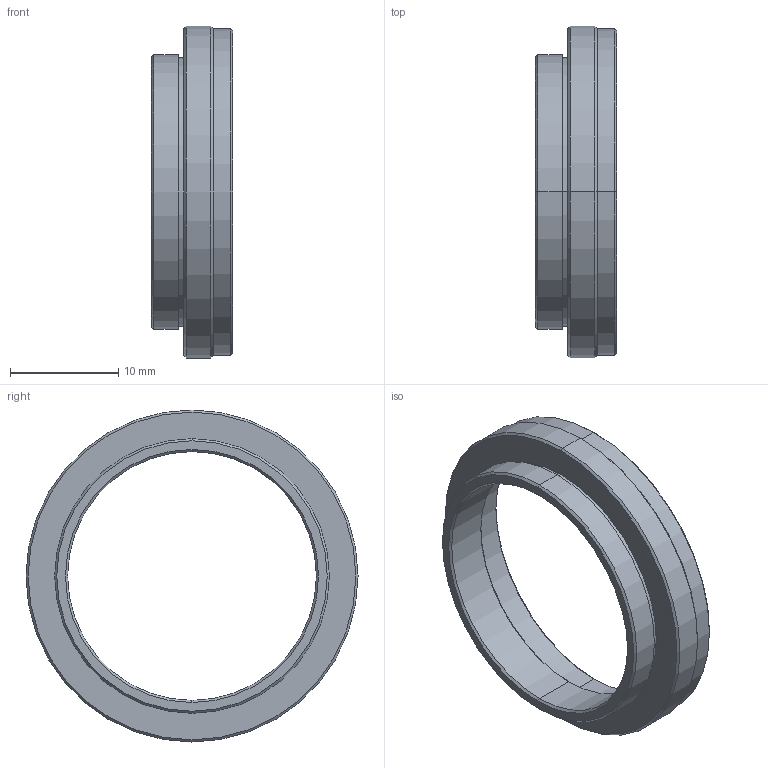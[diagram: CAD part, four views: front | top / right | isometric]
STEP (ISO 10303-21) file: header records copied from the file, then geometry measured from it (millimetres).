
FILE_DESCRIPTION (( 'STEP AP214' ), '1' );
FILE_NAME ('04TAC-S1-07L.STEP', '2018-11-16T03:20:07', ( '' ), ( '' ), 'SwSTEP 2.0', 'SolidWorks 2016', '' );
FILE_SCHEMA (( 'AUTOMOTIVE_DESIGN' ));
Length unit declared in the file: millimetre
Products named in the file (1): 04TAC-S1-07L
Bounding box: 7.5 x 30.7 x 30.7 mm (x, y, z)
Surface area: 1911.7 mm2 (no closed solid volume)
Topology: 0 solids, 2 shells, 33 faces, 70 edges, 42 vertices
Faces by surface type: cylinder 14, cone 14, plane 5
Entity records: 1277 total; most frequent: DIRECTION 180, CARTESIAN_POINT 146, ORIENTED_EDGE 132, AXIS2_PLACEMENT_3D 76, EDGE_CURVE 70, VERTEX_POINT 42, CIRCLE 42, EDGE_LOOP 38
